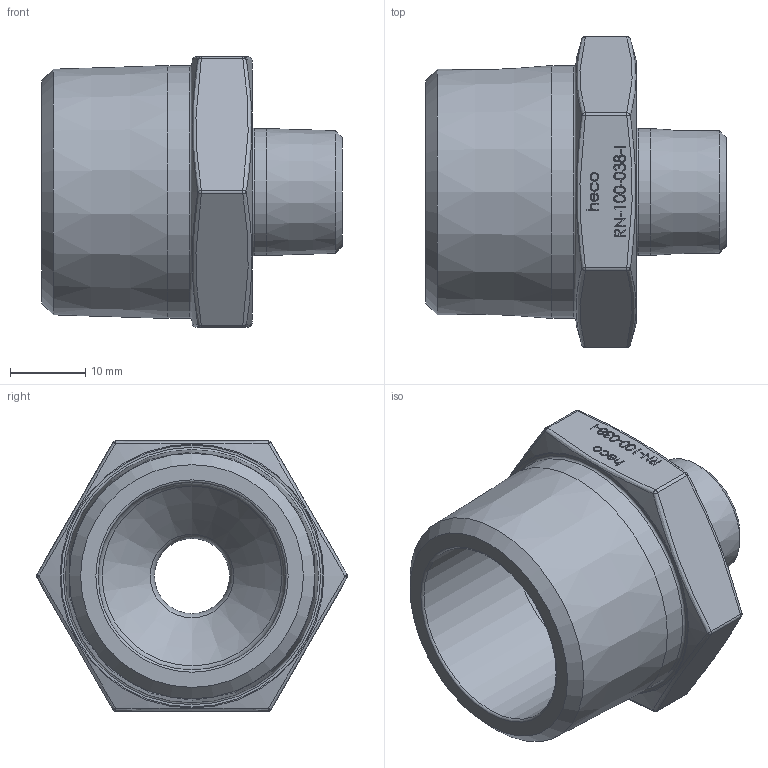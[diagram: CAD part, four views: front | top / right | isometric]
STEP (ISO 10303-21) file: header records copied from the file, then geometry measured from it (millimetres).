
FILE_DESCRIPTION (( 'STEP AP214' ), '1' );
FILE_NAME ('RN-100-038-I 2308.STEP', '2023-09-12T09:04:29', ( '' ), ( '' ), 'SwSTEP 2.0', 'SolidWorks 2019', '' );
FILE_SCHEMA (( 'AUTOMOTIVE_DESIGN' ));
Length unit declared in the file: millimetre
Products named in the file (1): RN-100-038-I  2308
Bounding box: 40 x 41.41 x 36.01 mm (x, y, z)
Volume: 16715 mm3; surface area: 7497.5 mm2
Topology: 1 solids, 1 shells, 240 faces, 602 edges, 386 vertices
Faces by surface type: bspline 110, plane 93, sphere 12, cylinder 10, torus 8, cone 7
Full cylindrical faces by diameter (mm): 10 x1, 16.893 x1, 25 x1, 33.649 x1
Entity records: 14980 total; most frequent: CARTESIAN_POINT 8224, ORIENTED_EDGE 1130, DIRECTION 665, EDGE_CURVE 565, VERTEX_POINT 372, LINE 287, EDGE_LOOP 287, VECTOR 287
